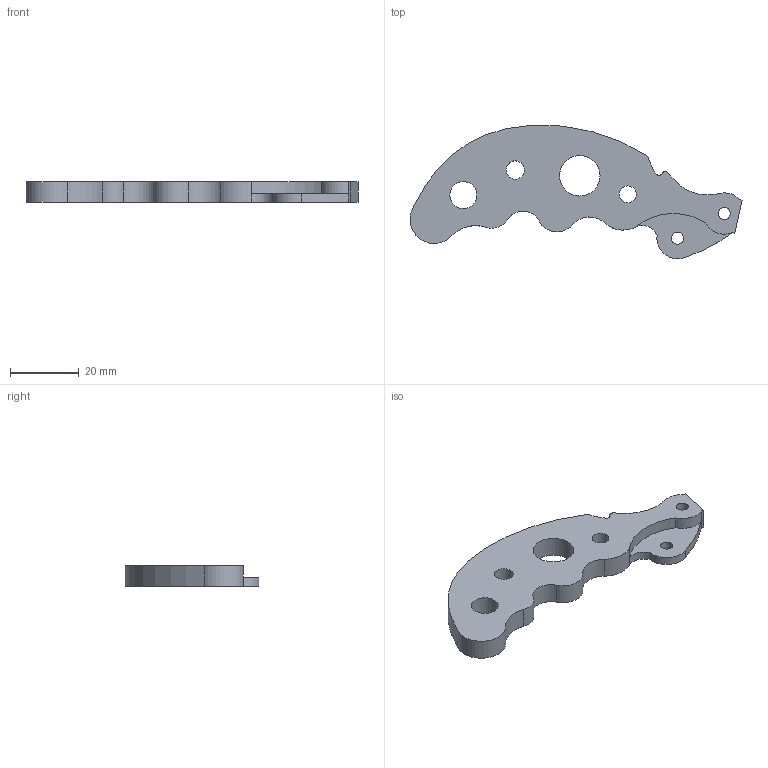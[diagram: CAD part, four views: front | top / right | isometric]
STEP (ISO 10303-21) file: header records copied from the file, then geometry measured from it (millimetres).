
FILE_DESCRIPTION(('FreeCAD Model'),'2;1');
FILE_NAME('Cangrejo_pincers_big_part.step' ,'2014-04-23T16:09:38',('FreeCAD'),('FreeCAD'), 'Open CASCADE STEP processor 6.3','FreeCAD','Unknown');
FILE_SCHEMA(('AUTOMOTIVE_DESIGN_CC2 { 1 2 10303 214 -1 1 5 4 }'));
Length unit declared in the file: millimetre
Products named in the file (1): Cangrejo_pinza_parte_grande
Bounding box: 96.25 x 38.76 x 6 mm (x, y, z)
Volume: 10935.6 mm3; surface area: 5942 mm2
Topology: 1 solids, 1 shells, 31 faces, 85 edges, 56 vertices
Faces by surface type: cylinder 21, plane 7, bspline 3
Full cylindrical faces by diameter (mm): 3.5 x2, 4.855 x1, 5.333 x1, 7.837 x1, 11.77 x1
Entity records: 2354 total; most frequent: CARTESIAN_POINT 815, DIRECTION 233, ORIENTED_EDGE 170, PCURVE 170, DEFINITIONAL_REPRESENTATION 170, B_SPLINE_CURVE_WITH_KNOTS 102, EDGE_CURVE 85, SURFACE_CURVE 79
